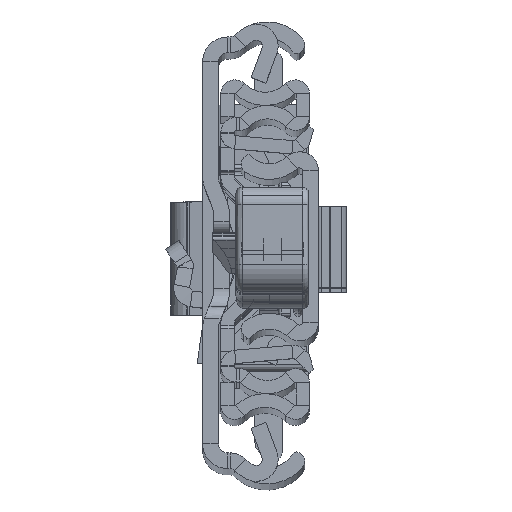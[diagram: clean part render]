
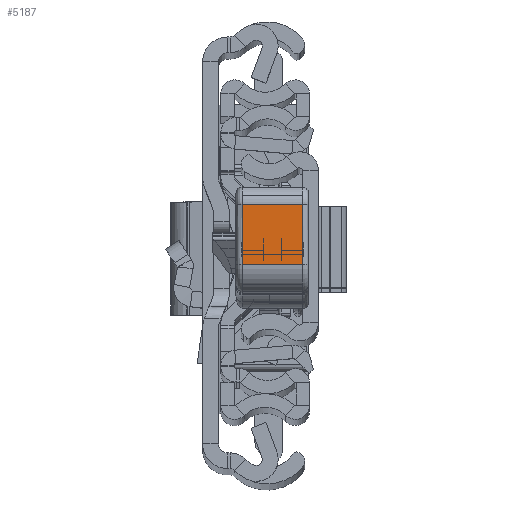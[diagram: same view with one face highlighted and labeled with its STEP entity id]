
A CAD part, top view. The second image highlights one B-rep face of the part: STEP entity #5187.
In plain terms, the highlighted face is planar.
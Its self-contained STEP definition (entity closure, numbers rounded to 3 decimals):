
#1148 = VERTEX_POINT ( 'NONE', #29354 ) ;
#3515 = ORIENTED_EDGE ( 'NONE', *, *, #4428, .F. ) ;
#3522 = EDGE_CURVE ( 'NONE', #1148, #11414, #5465, .T. ) ;
#4070 = CARTESIAN_POINT ( 'NONE',  ( 39.55, -12.274, -10. ) ) ;
#4428 = EDGE_CURVE ( 'NONE', #9130, #1148, #26257, .T. ) ;
#5187 = ADVANCED_FACE ( 'NONE', ( #15700 ), #32678, .F. ) ;
#5405 = VECTOR ( 'NONE', #15430, 1000. ) ;
#5465 = LINE ( 'NONE', #11458, #20900 ) ;
#6355 = EDGE_CURVE ( 'NONE', #10070, #9130, #20866, .T. ) ;
#7244 = AXIS2_PLACEMENT_3D ( 'NONE', #18676, #30051, #9773 ) ;
#9130 = VERTEX_POINT ( 'NONE', #26519 ) ;
#9773 = DIRECTION ( 'NONE',  ( -0.027, -1., 0. ) ) ;
#10070 = VERTEX_POINT ( 'NONE', #30856 ) ;
#11414 = VERTEX_POINT ( 'NONE', #26736 ) ;
#11458 = CARTESIAN_POINT ( 'NONE',  ( 39.55, -12.274, -11. ) ) ;
#12854 = ORIENTED_EDGE ( 'NONE', *, *, #6355, .F. ) ;
#15430 = DIRECTION ( 'NONE',  ( -0.027, -1., 0. ) ) ;
#15700 = FACE_OUTER_BOUND ( 'NONE', #17542, .T. ) ;
#17055 = DIRECTION ( 'NONE',  ( 0.027, 1., 0. ) ) ;
#17542 = EDGE_LOOP ( 'NONE', ( #34982, #3515, #12854, #35134 ) ) ;
#17563 = DIRECTION ( 'NONE',  ( 0., 0., 1. ) ) ;
#18019 = VECTOR ( 'NONE', #32619, 1000. ) ;
#18676 = CARTESIAN_POINT ( 'NONE',  ( 39.55, -12.274, -11. ) ) ;
#20866 = LINE ( 'NONE', #29625, #18019 ) ;
#20900 = VECTOR ( 'NONE', #17563, 1000. ) ;
#25827 = CARTESIAN_POINT ( 'NONE',  ( 39.55, -12.274, 0. ) ) ;
#26257 = LINE ( 'NONE', #4070, #5405 ) ;
#26519 = CARTESIAN_POINT ( 'NONE',  ( 39.818, -2.465, -10. ) ) ;
#26736 = CARTESIAN_POINT ( 'NONE',  ( 39.55, -12.274, 0. ) ) ;
#29354 = CARTESIAN_POINT ( 'NONE',  ( 39.55, -12.274, -10. ) ) ;
#29625 = CARTESIAN_POINT ( 'NONE',  ( 39.818, -2.465, -11. ) ) ;
#30051 = DIRECTION ( 'NONE',  ( -1., 0.027, 0. ) ) ;
#30852 = VECTOR ( 'NONE', #17055, 1000. ) ;
#30856 = CARTESIAN_POINT ( 'NONE',  ( 39.818, -2.465, 0. ) ) ;
#30872 = EDGE_CURVE ( 'NONE', #11414, #10070, #33868, .T. ) ;
#32619 = DIRECTION ( 'NONE',  ( 0., 0., -1. ) ) ;
#32678 = PLANE ( 'NONE',  #7244 ) ;
#33868 = LINE ( 'NONE', #25827, #30852 ) ;
#34982 = ORIENTED_EDGE ( 'NONE', *, *, #3522, .F. ) ;
#35134 = ORIENTED_EDGE ( 'NONE', *, *, #30872, .F. ) ;
